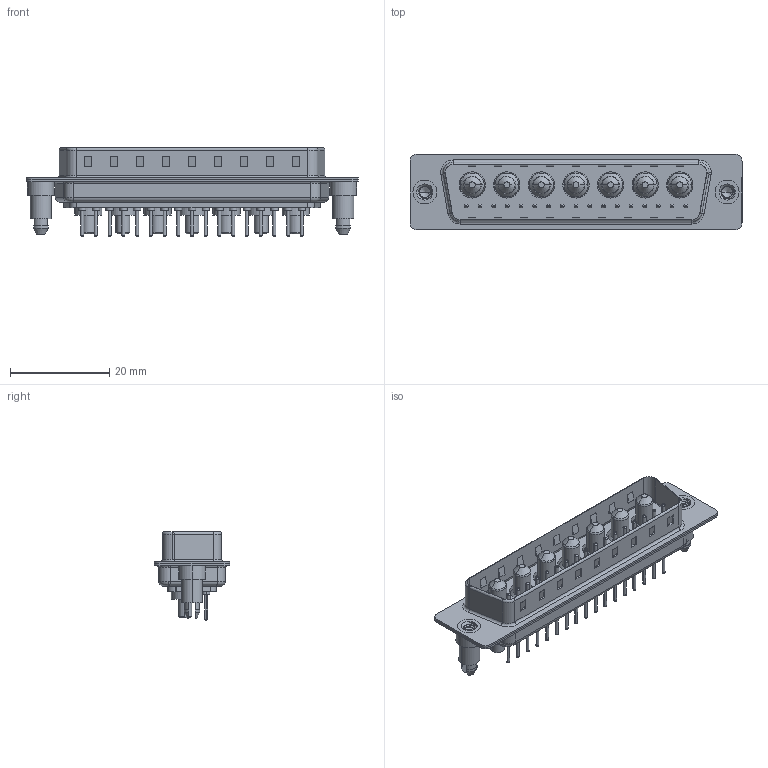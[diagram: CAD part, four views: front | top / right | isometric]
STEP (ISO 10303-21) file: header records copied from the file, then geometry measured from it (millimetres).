
FILE_DESCRIPTION (( 'STEP AP203' ), '1' );
FILE_NAME ('627-24W7624-2N5.STEP', '2019-06-18T23:37:39', ( '' ), ( '' ), 'SwSTEP 2.0', 'SolidWorks 2016', '' );
FILE_SCHEMA (( 'CONFIG_CONTROL_DESIGN' ));
Length unit declared in the file: millimetre
Products named in the file (7): 627Combo Shell Rear_50 Contacts; 627Combo Shell Front_50 Contacts; 627Combo Threaded Boardlock_5; Power Pin_20A S; 627Combo Contact Row 3_24; 627-24W7624-2N5; 627Combo Housing_24W7
Assembly tree (29 placements, depth 2):
  627-24W7624-2N5
    627Combo Housing_24W7
    627Combo Shell Rear_50 Contacts
    627Combo Shell Front_50 Contacts
    627Combo Threaded Boardlock_5  x2
    Power Pin_20A S  x7
    627Combo Contact Row 3_24  x17
Bounding box: 67 x 15.3 x 17.9 mm (x, y, z)
Volume: 5145.9 mm3; surface area: 10954.6 mm2
Topology: 36 solids, 36 shells, 1371 faces, 3042 edges, 1864 vertices
Faces by surface type: cylinder 544, plane 408, torus 336, cone 63, bspline 20
Entity records: 22096 total; most frequent: CARTESIAN_POINT 5039, DIRECTION 3470, ORIENTED_EDGE 3114, EDGE_CURVE 1557, AXIS2_PLACEMENT_3D 1323, VERTEX_POINT 993, VECTOR 824, LINE 824
